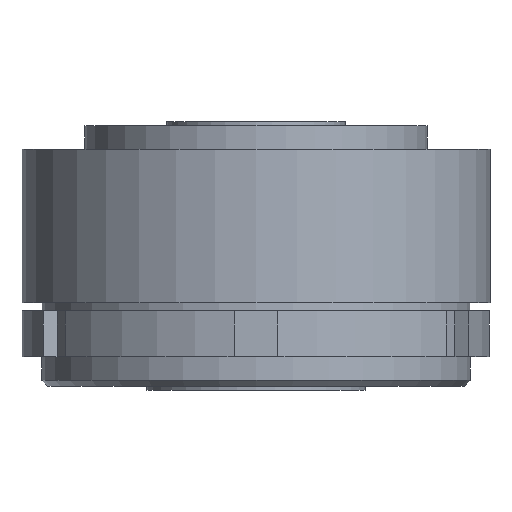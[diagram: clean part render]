
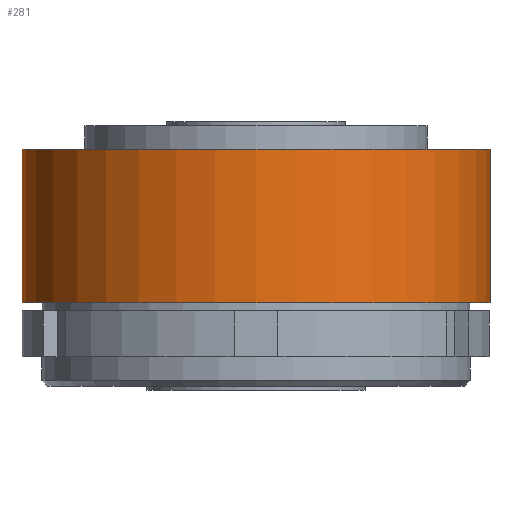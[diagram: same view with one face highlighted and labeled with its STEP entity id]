
A CAD part, front view. The second image highlights one B-rep face of the part: STEP entity #281.
In plain terms, the highlighted cylindrical face has radius 117.5 mm (diameter 235 mm), a partial arc.
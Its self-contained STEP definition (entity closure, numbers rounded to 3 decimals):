
#226 = VERTEX_POINT ( 'NONE', #2420 ) ;
#228 = VERTEX_POINT ( 'NONE', #2419 ) ;
#230 = ORIENTED_EDGE ( 'NONE', *, *, #279, .F. ) ;
#231 = VERTEX_POINT ( 'NONE', #2418 ) ;
#247 = EDGE_CURVE ( 'NONE', #276, #226, #2329, .T. ) ;
#258 = EDGE_CURVE ( 'NONE', #276, #231, #2395, .T. ) ;
#276 = VERTEX_POINT ( 'NONE', #2459 ) ;
#279 = EDGE_CURVE ( 'NONE', #231, #228, #2462, .T. ) ;
#281 = ADVANCED_FACE ( 'NONE', ( #2456 ), #2455, .T. ) ;
#296 = ORIENTED_EDGE ( 'NONE', *, *, #297, .T. ) ;
#297 = EDGE_CURVE ( 'NONE', #226, #228, #2474, .T. ) ;
#298 = ORIENTED_EDGE ( 'NONE', *, *, #247, .T. ) ;
#301 = EDGE_LOOP ( 'NONE', ( #230, #389, #298, #296 ) ) ;
#389 = ORIENTED_EDGE ( 'NONE', *, *, #258, .F. ) ;
#2326 = DIRECTION ( 'NONE',  ( 0., 0., -1. ) ) ;
#2327 = VECTOR ( 'NONE', #2326, 1000. ) ;
#2328 = CARTESIAN_POINT ( 'NONE',  ( -117.5, 0., 89. ) ) ;
#2329 = LINE ( 'NONE', #2328, #2327 ) ;
#2391 = DIRECTION ( 'NONE',  ( 1., 0., 0. ) ) ;
#2392 = DIRECTION ( 'NONE',  ( 0., 0., 1. ) ) ;
#2393 = CARTESIAN_POINT ( 'NONE',  ( 0., 0., 77. ) ) ;
#2394 = AXIS2_PLACEMENT_3D ( 'NONE', #2393, #2392, #2391 ) ;
#2395 = CIRCLE ( 'NONE', #2394, 117.5 ) ;
#2418 = CARTESIAN_POINT ( 'NONE',  ( 117.5, 0., 77. ) ) ;
#2419 = CARTESIAN_POINT ( 'NONE',  ( 117.5, 0., 0. ) ) ;
#2420 = CARTESIAN_POINT ( 'NONE',  ( -117.5, 0., 0. ) ) ;
#2440 = DIRECTION ( 'NONE',  ( -1., 0., 0. ) ) ;
#2441 = DIRECTION ( 'NONE',  ( 0., 0., -1. ) ) ;
#2442 = AXIS2_PLACEMENT_3D ( 'NONE', #2454, #2441, #2440 ) ;
#2454 = CARTESIAN_POINT ( 'NONE',  ( 0., 0., 89. ) ) ;
#2455 = CYLINDRICAL_SURFACE ( 'NONE', #2442, 117.5 ) ;
#2456 = FACE_OUTER_BOUND ( 'NONE', #301, .T. ) ;
#2457 = DIRECTION ( 'NONE',  ( 0., 0., -1. ) ) ;
#2458 = VECTOR ( 'NONE', #2457, 1000. ) ;
#2459 = CARTESIAN_POINT ( 'NONE',  ( -117.5, 0., 77. ) ) ;
#2461 = CARTESIAN_POINT ( 'NONE',  ( 117.5, 0., 89. ) ) ;
#2462 = LINE ( 'NONE', #2461, #2458 ) ;
#2474 = CIRCLE ( 'NONE', #2513, 117.5 ) ;
#2475 = DIRECTION ( 'NONE',  ( 0., 0., 1. ) ) ;
#2500 = CARTESIAN_POINT ( 'NONE',  ( 0., 0., 0. ) ) ;
#2512 = DIRECTION ( 'NONE',  ( 1., 0., 0. ) ) ;
#2513 = AXIS2_PLACEMENT_3D ( 'NONE', #2500, #2475, #2512 ) ;
